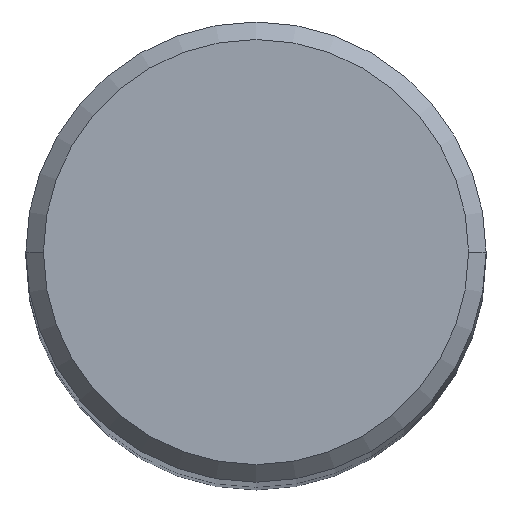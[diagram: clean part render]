
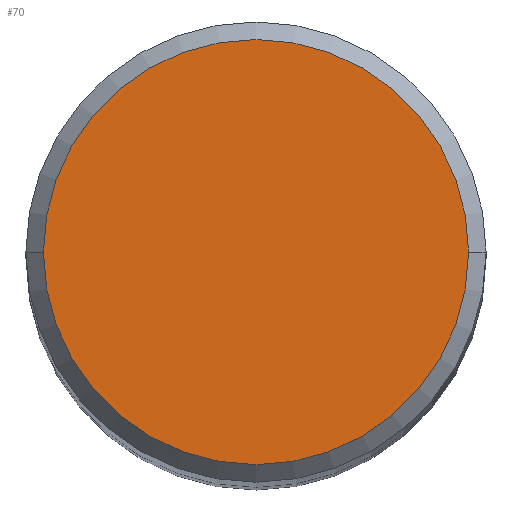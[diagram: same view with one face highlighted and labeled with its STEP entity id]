
A CAD part, top view. The second image highlights one B-rep face of the part: STEP entity #70.
In plain terms, the highlighted planar face has unit normal (0, 0, 1).
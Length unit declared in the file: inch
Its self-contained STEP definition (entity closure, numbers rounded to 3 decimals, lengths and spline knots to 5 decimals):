
#14 = VERTEX_POINT ( 'NONE', #51 ) ;
#16 = DIRECTION ( 'NONE',  ( 0., 0., 1. ) ) ;
#25 = FACE_OUTER_BOUND ( 'NONE', #194, .T. ) ;
#51 = CARTESIAN_POINT ( 'NONE',  ( -0.18185, 0., 3.93701 ) ) ;
#60 = DIRECTION ( 'NONE',  ( 1., 0., 0. ) ) ;
#62 = DIRECTION ( 'NONE',  ( 1., 0., 0. ) ) ;
#69 = AXIS2_PLACEMENT_3D ( 'NONE', #292, #226, #270 ) ;
#70 = ADVANCED_FACE ( 'NONE', ( #25 ), #180, .T. ) ;
#87 = AXIS2_PLACEMENT_3D ( 'NONE', #149, #197, #60 ) ;
#96 = ORIENTED_EDGE ( 'NONE', *, *, #245, .T. ) ;
#100 = CIRCLE ( 'NONE', #224, 0.18185 ) ;
#104 = CIRCLE ( 'NONE', #69, 0.18185 ) ;
#132 = CARTESIAN_POINT ( 'NONE',  ( 0., 0., 3.93701 ) ) ;
#136 = ORIENTED_EDGE ( 'NONE', *, *, #267, .T. ) ;
#149 = CARTESIAN_POINT ( 'NONE',  ( 0., 0., 3.93701 ) ) ;
#180 = PLANE ( 'NONE',  #87 ) ;
#194 = EDGE_LOOP ( 'NONE', ( #96, #136 ) ) ;
#197 = DIRECTION ( 'NONE',  ( 0., 0., 1. ) ) ;
#224 = AXIS2_PLACEMENT_3D ( 'NONE', #132, #16, #62 ) ;
#226 = DIRECTION ( 'NONE',  ( 0., 0., 1. ) ) ;
#243 = CARTESIAN_POINT ( 'NONE',  ( 0.18185, 0., 3.93701 ) ) ;
#245 = EDGE_CURVE ( 'NONE', #14, #279, #100, .T. ) ;
#267 = EDGE_CURVE ( 'NONE', #279, #14, #104, .T. ) ;
#270 = DIRECTION ( 'NONE',  ( 1., 0., 0. ) ) ;
#279 = VERTEX_POINT ( 'NONE', #243 ) ;
#292 = CARTESIAN_POINT ( 'NONE',  ( 0., 0., 3.93701 ) ) ;
